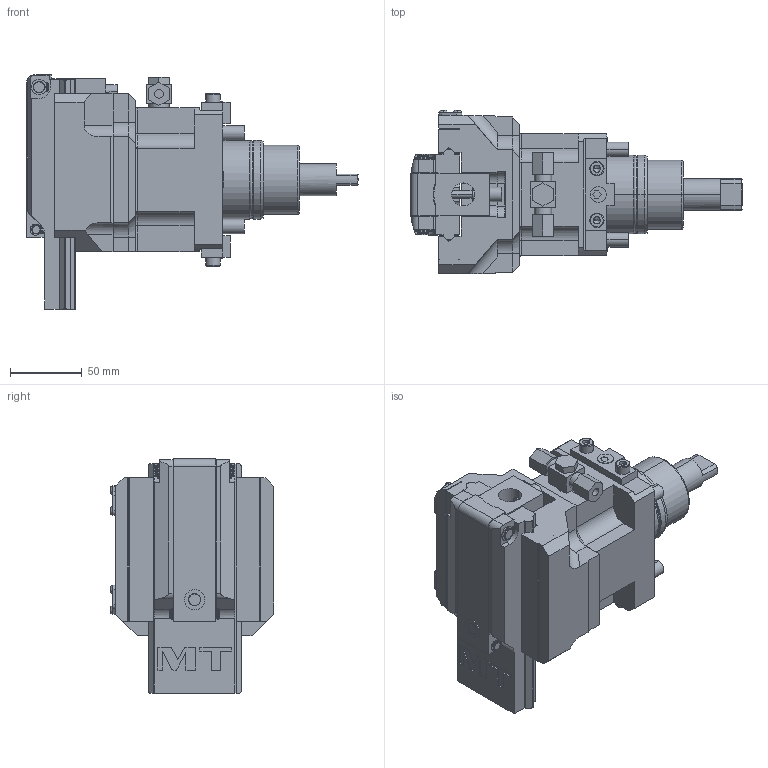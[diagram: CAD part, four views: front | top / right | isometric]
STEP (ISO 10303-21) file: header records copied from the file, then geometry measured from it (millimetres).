
FILE_DESCRIPTION((''),'2;1');
FILE_NAME('BGL0330100_CONF','2023-06-27T17:00:42',('gvalli'),('M.T. srl'),'CREO PARAMETRIC BY PTC INC, 2021072','CREO PARAMETRIC BY PTC INC, 2021072','');
FILE_SCHEMA(('CONFIG_CONTROL_DESIGN'));
Length unit declared in the file: millimetre
Products named in the file (1): BGL0330100_CONF
Bounding box: 231.05 x 113.65 x 163 mm (x, y, z)
Volume: 1335927.3 mm3; surface area: 142608.8 mm2
Topology: 1 solids, 1 shells, 617 faces, 1637 edges, 1038 vertices
Faces by surface type: plane 337, cylinder 211, cone 34, torus 25, bspline 8, extrusion 2
Entity records: 20388 total; most frequent: CARTESIAN_POINT 4792, DIRECTION 3256, ORIENTED_EDGE 3242, EDGE_CURVE 1621, AXIS2_PLACEMENT_3D 1102, VECTOR 1052, LINE 1050, VERTEX_POINT 1038
